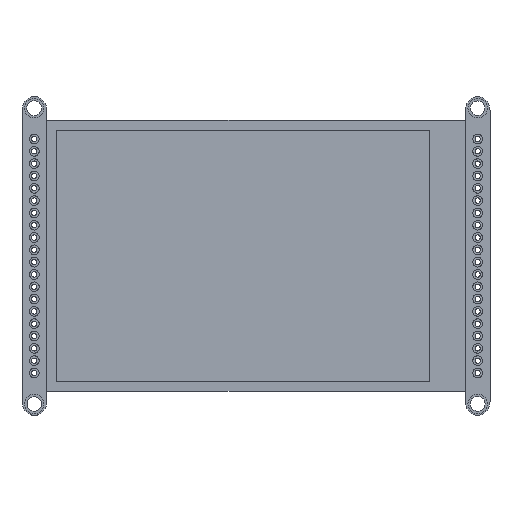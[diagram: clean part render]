
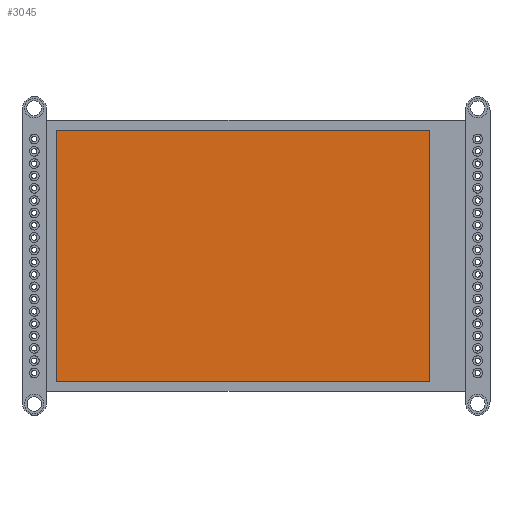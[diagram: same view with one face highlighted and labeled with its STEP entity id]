
A CAD part, top view. The second image highlights one B-rep face of the part: STEP entity #3045.
In plain terms, the highlighted planar face has unit normal (0, 0, 1).
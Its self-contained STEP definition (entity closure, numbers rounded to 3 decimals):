
#583=FACE_OUTER_BOUND('',#771,.T.);
#771=EDGE_LOOP('',(#2211,#2212,#2213,#2214));
#1105=LINE('',#4652,#1309);
#1108=LINE('',#4658,#1312);
#1111=LINE('',#4664,#1315);
#1114=LINE('',#4668,#1318);
#1309=VECTOR('',#3673,10.);
#1312=VECTOR('',#3678,10.);
#1315=VECTOR('',#3683,10.);
#1318=VECTOR('',#3688,10.);
#1505=VERTEX_POINT('',#4649);
#1506=VERTEX_POINT('',#4651);
#1508=VERTEX_POINT('',#4657);
#1510=VERTEX_POINT('',#4663);
#1777=EDGE_CURVE('',#1506,#1505,#1105,.T.);
#1780=EDGE_CURVE('',#1508,#1506,#1108,.T.);
#1783=EDGE_CURVE('',#1510,#1508,#1111,.T.);
#1786=EDGE_CURVE('',#1505,#1510,#1114,.T.);
#2211=ORIENTED_EDGE('',*,*,#1786,.T.);
#2212=ORIENTED_EDGE('',*,*,#1783,.T.);
#2213=ORIENTED_EDGE('',*,*,#1780,.T.);
#2214=ORIENTED_EDGE('',*,*,#1777,.T.);
#2954=PLANE('',#3250);
#3045=ADVANCED_FACE('',(#583),#2954,.T.);
#3250=AXIS2_PLACEMENT_3D('',#4669,#3689,#3690);
#3673=DIRECTION('',(0.,-1.,0.));
#3678=DIRECTION('',(-1.,0.,0.));
#3683=DIRECTION('',(0.,1.,0.));
#3688=DIRECTION('',(1.,0.,0.));
#3689=DIRECTION('center_axis',(0.,0.,1.));
#3690=DIRECTION('ref_axis',(1.,0.,0.));
#4649=CARTESIAN_POINT('',(7.1,7.1,5.5));
#4651=CARTESIAN_POINT('',(7.1,58.9,5.5));
#4652=CARTESIAN_POINT('',(7.1,7.1,5.5));
#4657=CARTESIAN_POINT('',(84.1,58.9,5.5));
#4658=CARTESIAN_POINT('',(7.1,58.9,5.5));
#4663=CARTESIAN_POINT('',(84.1,7.1,5.5));
#4664=CARTESIAN_POINT('',(84.1,58.9,5.5));
#4668=CARTESIAN_POINT('',(84.1,7.1,5.5));
#4669=CARTESIAN_POINT('Origin',(45.6,33.,5.5));
